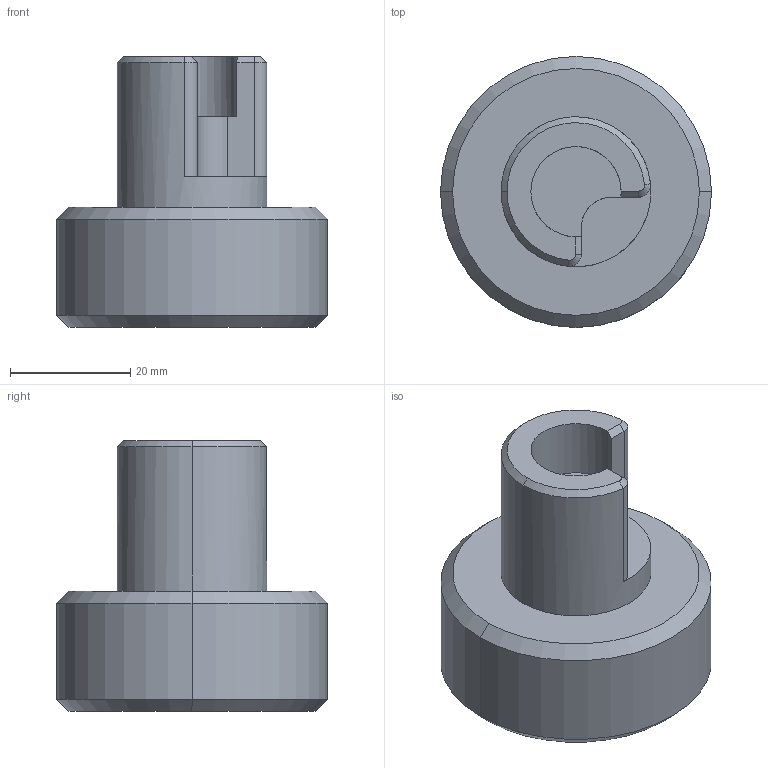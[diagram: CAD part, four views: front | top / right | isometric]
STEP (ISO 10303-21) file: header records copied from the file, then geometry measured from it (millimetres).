
FILE_DESCRIPTION (( 'STEP AP203' ), '1' );
FILE_NAME ('MATRICE_COIN_5MM_M.STEP', '2016-02-05T16:50:51', ( '' ), ( '' ), 'SwSTEP 2.0', 'SolidWorks 2014', '' );
FILE_SCHEMA (( 'CONFIG_CONTROL_DESIGN' ));
Length unit declared in the file: millimetre
Products named in the file (1): MATRICE_COIN_5MM_M
Bounding box: 45 x 45 x 45 mm (x, y, z)
Volume: 39961.4 mm3; surface area: 7868.6 mm2
Topology: 1 solids, 1 shells, 28 faces, 66 edges, 41 vertices
Faces by surface type: cylinder 11, plane 9, cone 8
Entity records: 886 total; most frequent: DIRECTION 152, CARTESIAN_POINT 145, ORIENTED_EDGE 132, EDGE_CURVE 66, AXIS2_PLACEMENT_3D 60, VERTEX_POINT 41, VECTOR 32, LINE 32
